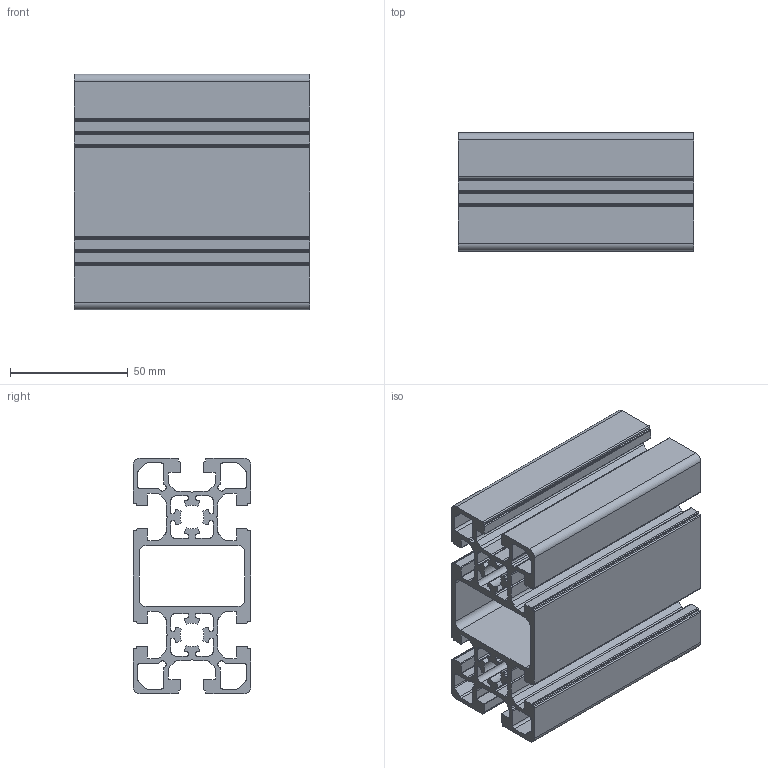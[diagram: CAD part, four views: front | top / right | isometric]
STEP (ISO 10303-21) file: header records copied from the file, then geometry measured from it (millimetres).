
FILE_DESCRIPTION (( 'STEP AP214' ), '1' );
FILE_NAME ('084.109.002.STEP', '2020-07-23T08:18:52', ( '' ), ( '' ), 'SwSTEP 2.0', 'SolidWorks 2018', '' );
FILE_SCHEMA (( 'AUTOMOTIVE_DESIGN' ));
Length unit declared in the file: millimetre
Products named in the file (1): 084.109.002
Bounding box: 100 x 50 x 100 mm (x, y, z)
Volume: 160623.4 mm3; surface area: 113550.8 mm2
Topology: 1 solids, 1 shells, 443 faces, 1323 edges, 882 vertices
Faces by surface type: cylinder 251, plane 192
Entity records: 15141 total; most frequent: DIRECTION 2713, CARTESIAN_POINT 2649, ORIENTED_EDGE 2646, EDGE_CURVE 1323, AXIS2_PLACEMENT_3D 946, VERTEX_POINT 882, VECTOR 821, LINE 821
